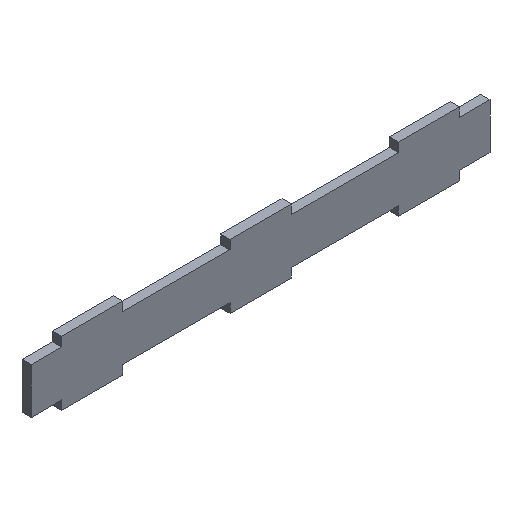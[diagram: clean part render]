
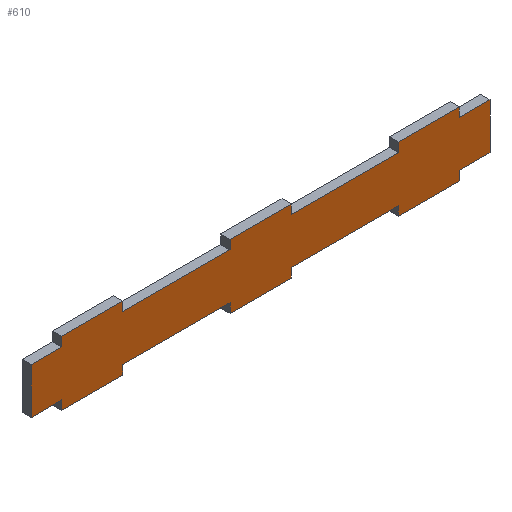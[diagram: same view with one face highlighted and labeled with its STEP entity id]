
A CAD part, isometric view. The second image highlights one B-rep face of the part: STEP entity #610.
In plain terms, the highlighted planar face has unit normal (0, -1, 0).
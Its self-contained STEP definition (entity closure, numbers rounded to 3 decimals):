
#44=FACE_OUTER_BOUND('',#74,.T.);
#74=EDGE_LOOP('',(#523,#524,#525,#526,#527,#528,#529,#530,#531,#532,#533,
#534,#535,#536,#537,#538,#539,#540,#541,#542,#543,#544,#545,#546,#547,#548,
#549,#550));
#77=LINE('',#809,#161);
#81=LINE('',#818,#165);
#84=LINE('',#822,#168);
#87=LINE('',#830,#171);
#91=LINE('',#839,#175);
#94=LINE('',#843,#178);
#97=LINE('',#851,#181);
#101=LINE('',#858,#185);
#104=LINE('',#866,#188);
#107=LINE('',#872,#191);
#109=LINE('',#875,#193);
#111=LINE('',#878,#195);
#114=LINE('',#882,#198);
#131=LINE('',#917,#215);
#134=LINE('',#923,#218);
#136=LINE('',#926,#220);
#138=LINE('',#931,#222);
#141=LINE('',#937,#225);
#143=LINE('',#940,#227);
#145=LINE('',#945,#229);
#147=LINE('',#949,#231);
#150=LINE('',#955,#234);
#152=LINE('',#959,#236);
#154=LINE('',#962,#238);
#155=LINE('',#964,#239);
#156=LINE('',#966,#240);
#157=LINE('',#968,#241);
#158=LINE('',#970,#242);
#161=VECTOR('',#661,10.);
#165=VECTOR('',#667,10.);
#168=VECTOR('',#672,10.);
#171=VECTOR('',#677,10.);
#175=VECTOR('',#683,10.);
#178=VECTOR('',#688,10.);
#181=VECTOR('',#693,10.);
#185=VECTOR('',#699,10.);
#188=VECTOR('',#704,10.);
#191=VECTOR('',#709,10.);
#193=VECTOR('',#713,10.);
#195=VECTOR('',#717,10.);
#198=VECTOR('',#722,10.);
#215=VECTOR('',#743,10.);
#218=VECTOR('',#748,10.);
#220=VECTOR('',#752,10.);
#222=VECTOR('',#756,10.);
#225=VECTOR('',#761,10.);
#227=VECTOR('',#765,10.);
#229=VECTOR('',#769,10.);
#231=VECTOR('',#773,10.);
#234=VECTOR('',#778,10.);
#236=VECTOR('',#782,10.);
#238=VECTOR('',#786,10.);
#239=VECTOR('',#789,10.);
#240=VECTOR('',#792,10.);
#241=VECTOR('',#795,10.);
#242=VECTOR('',#798,10.);
#245=VERTEX_POINT('',#806);
#246=VERTEX_POINT('',#808);
#249=VERTEX_POINT('',#815);
#250=VERTEX_POINT('',#817);
#253=VERTEX_POINT('',#827);
#254=VERTEX_POINT('',#829);
#257=VERTEX_POINT('',#836);
#258=VERTEX_POINT('',#838);
#261=VERTEX_POINT('',#848);
#262=VERTEX_POINT('',#850);
#264=VERTEX_POINT('',#856);
#267=VERTEX_POINT('',#863);
#268=VERTEX_POINT('',#865);
#270=VERTEX_POINT('',#871);
#285=VERTEX_POINT('',#914);
#286=VERTEX_POINT('',#916);
#287=VERTEX_POINT('',#920);
#288=VERTEX_POINT('',#922);
#289=VERTEX_POINT('',#928);
#290=VERTEX_POINT('',#930);
#291=VERTEX_POINT('',#934);
#292=VERTEX_POINT('',#936);
#293=VERTEX_POINT('',#942);
#294=VERTEX_POINT('',#944);
#295=VERTEX_POINT('',#948);
#296=VERTEX_POINT('',#952);
#297=VERTEX_POINT('',#954);
#298=VERTEX_POINT('',#958);
#301=EDGE_CURVE('',#246,#245,#77,.T.);
#305=EDGE_CURVE('',#250,#249,#81,.T.);
#308=EDGE_CURVE('',#245,#250,#84,.T.);
#311=EDGE_CURVE('',#254,#253,#87,.T.);
#315=EDGE_CURVE('',#258,#257,#91,.T.);
#318=EDGE_CURVE('',#253,#258,#94,.T.);
#321=EDGE_CURVE('',#262,#261,#97,.T.);
#325=EDGE_CURVE('',#261,#264,#101,.T.);
#328=EDGE_CURVE('',#268,#267,#104,.T.);
#331=EDGE_CURVE('',#270,#268,#107,.T.);
#333=EDGE_CURVE('',#267,#254,#109,.T.);
#335=EDGE_CURVE('',#257,#246,#111,.T.);
#338=EDGE_CURVE('',#249,#262,#114,.T.);
#355=EDGE_CURVE('',#286,#285,#131,.T.);
#358=EDGE_CURVE('',#288,#287,#134,.T.);
#360=EDGE_CURVE('',#285,#288,#136,.T.);
#362=EDGE_CURVE('',#290,#289,#138,.T.);
#365=EDGE_CURVE('',#292,#291,#141,.T.);
#367=EDGE_CURVE('',#289,#292,#143,.T.);
#369=EDGE_CURVE('',#294,#293,#145,.T.);
#371=EDGE_CURVE('',#295,#294,#147,.T.);
#374=EDGE_CURVE('',#297,#296,#150,.T.);
#376=EDGE_CURVE('',#298,#297,#152,.T.);
#378=EDGE_CURVE('',#264,#295,#154,.T.);
#379=EDGE_CURVE('',#296,#270,#155,.T.);
#380=EDGE_CURVE('',#291,#298,#156,.T.);
#381=EDGE_CURVE('',#293,#286,#157,.T.);
#382=EDGE_CURVE('',#287,#290,#158,.T.);
#523=ORIENTED_EDGE('',*,*,#305,.T.);
#524=ORIENTED_EDGE('',*,*,#338,.T.);
#525=ORIENTED_EDGE('',*,*,#321,.T.);
#526=ORIENTED_EDGE('',*,*,#325,.T.);
#527=ORIENTED_EDGE('',*,*,#378,.T.);
#528=ORIENTED_EDGE('',*,*,#371,.T.);
#529=ORIENTED_EDGE('',*,*,#369,.T.);
#530=ORIENTED_EDGE('',*,*,#381,.T.);
#531=ORIENTED_EDGE('',*,*,#355,.T.);
#532=ORIENTED_EDGE('',*,*,#360,.T.);
#533=ORIENTED_EDGE('',*,*,#358,.T.);
#534=ORIENTED_EDGE('',*,*,#382,.T.);
#535=ORIENTED_EDGE('',*,*,#362,.T.);
#536=ORIENTED_EDGE('',*,*,#367,.T.);
#537=ORIENTED_EDGE('',*,*,#365,.T.);
#538=ORIENTED_EDGE('',*,*,#380,.T.);
#539=ORIENTED_EDGE('',*,*,#376,.T.);
#540=ORIENTED_EDGE('',*,*,#374,.T.);
#541=ORIENTED_EDGE('',*,*,#379,.T.);
#542=ORIENTED_EDGE('',*,*,#331,.T.);
#543=ORIENTED_EDGE('',*,*,#328,.T.);
#544=ORIENTED_EDGE('',*,*,#333,.T.);
#545=ORIENTED_EDGE('',*,*,#311,.T.);
#546=ORIENTED_EDGE('',*,*,#318,.T.);
#547=ORIENTED_EDGE('',*,*,#315,.T.);
#548=ORIENTED_EDGE('',*,*,#335,.T.);
#549=ORIENTED_EDGE('',*,*,#301,.T.);
#550=ORIENTED_EDGE('',*,*,#308,.T.);
#580=PLANE('',#654);
#610=ADVANCED_FACE('',(#44),#580,.F.);
#654=AXIS2_PLACEMENT_3D('',#971,#799,#800);
#661=DIRECTION('',(0.,0.,-1.));
#667=DIRECTION('',(0.,0.,1.));
#672=DIRECTION('',(-1.,0.,0.));
#677=DIRECTION('',(0.,0.,-1.));
#683=DIRECTION('',(0.,0.,1.));
#688=DIRECTION('',(-1.,0.,0.));
#693=DIRECTION('',(0.,0.,-1.));
#699=DIRECTION('',(-1.,0.,0.));
#704=DIRECTION('',(0.,0.,1.));
#709=DIRECTION('',(-1.,0.,0.));
#713=DIRECTION('',(-1.,0.,0.));
#717=DIRECTION('',(-1.,0.,0.));
#722=DIRECTION('',(-1.,0.,0.));
#743=DIRECTION('',(0.,0.,1.));
#748=DIRECTION('',(0.,0.,-1.));
#752=DIRECTION('',(1.,0.,0.));
#756=DIRECTION('',(0.,0.,1.));
#761=DIRECTION('',(0.,0.,-1.));
#765=DIRECTION('',(1.,0.,0.));
#769=DIRECTION('',(0.,0.,-1.));
#773=DIRECTION('',(1.,0.,0.));
#778=DIRECTION('',(1.,0.,0.));
#782=DIRECTION('',(0.,0.,1.));
#786=DIRECTION('',(0.,0.,-1.));
#789=DIRECTION('',(0.,0.,1.));
#792=DIRECTION('',(1.,0.,0.));
#795=DIRECTION('',(1.,0.,0.));
#798=DIRECTION('',(1.,0.,0.));
#799=DIRECTION('center_axis',(0.,1.,0.));
#800=DIRECTION('ref_axis',(1.,0.,0.));
#806=CARTESIAN_POINT('',(65.,0.,7.5));
#808=CARTESIAN_POINT('',(65.,0.,10.5));
#809=CARTESIAN_POINT('',(65.,0.,5.25));
#815=CARTESIAN_POINT('',(30.,0.,10.5));
#817=CARTESIAN_POINT('',(30.,0.,7.5));
#818=CARTESIAN_POINT('',(30.,0.,3.75));
#822=CARTESIAN_POINT('',(70.,0.,7.5));
#827=CARTESIAN_POINT('',(120.,0.,7.5));
#829=CARTESIAN_POINT('',(120.,0.,10.5));
#830=CARTESIAN_POINT('',(120.,0.,5.25));
#836=CARTESIAN_POINT('',(85.,0.,10.5));
#838=CARTESIAN_POINT('',(85.,0.,7.5));
#839=CARTESIAN_POINT('',(85.,0.,3.75));
#843=CARTESIAN_POINT('',(97.5,0.,7.5));
#848=CARTESIAN_POINT('',(10.,0.,7.5));
#850=CARTESIAN_POINT('',(10.,0.,10.5));
#851=CARTESIAN_POINT('',(10.,0.,5.25));
#856=CARTESIAN_POINT('',(0.,0.,7.5));
#858=CARTESIAN_POINT('',(42.5,0.,7.5));
#863=CARTESIAN_POINT('',(140.,0.,10.5));
#865=CARTESIAN_POINT('',(140.,0.,7.5));
#866=CARTESIAN_POINT('',(140.,0.,3.75));
#871=CARTESIAN_POINT('',(150.,0.,7.5));
#872=CARTESIAN_POINT('',(112.5,0.,7.5));
#875=CARTESIAN_POINT('',(150.,0.,10.5));
#878=CARTESIAN_POINT('',(150.,0.,10.5));
#882=CARTESIAN_POINT('',(150.,0.,10.5));
#914=CARTESIAN_POINT('',(30.,0.,-7.5));
#916=CARTESIAN_POINT('',(30.,0.,-10.5));
#917=CARTESIAN_POINT('',(30.,0.,-5.25));
#920=CARTESIAN_POINT('',(65.,0.,-10.5));
#922=CARTESIAN_POINT('',(65.,0.,-7.5));
#923=CARTESIAN_POINT('',(65.,0.,-3.75));
#926=CARTESIAN_POINT('',(52.5,0.,-7.5));
#928=CARTESIAN_POINT('',(85.,0.,-7.5));
#930=CARTESIAN_POINT('',(85.,0.,-10.5));
#931=CARTESIAN_POINT('',(85.,0.,-5.25));
#934=CARTESIAN_POINT('',(120.,0.,-10.5));
#936=CARTESIAN_POINT('',(120.,0.,-7.5));
#937=CARTESIAN_POINT('',(120.,0.,-3.75));
#940=CARTESIAN_POINT('',(80.,0.,-7.5));
#942=CARTESIAN_POINT('',(10.,0.,-10.5));
#944=CARTESIAN_POINT('',(10.,0.,-7.5));
#945=CARTESIAN_POINT('',(10.,0.,-3.75));
#948=CARTESIAN_POINT('',(0.,0.,-7.5));
#949=CARTESIAN_POINT('',(37.5,0.,-7.5));
#952=CARTESIAN_POINT('',(150.,0.,-7.5));
#954=CARTESIAN_POINT('',(140.,0.,-7.5));
#955=CARTESIAN_POINT('',(107.5,0.,-7.5));
#958=CARTESIAN_POINT('',(140.,0.,-10.5));
#959=CARTESIAN_POINT('',(140.,0.,-5.25));
#962=CARTESIAN_POINT('',(0.,0.,10.5));
#964=CARTESIAN_POINT('',(150.,0.,-10.5));
#966=CARTESIAN_POINT('',(0.,0.,-10.5));
#968=CARTESIAN_POINT('',(0.,0.,-10.5));
#970=CARTESIAN_POINT('',(0.,0.,-10.5));
#971=CARTESIAN_POINT('Origin',(75.,0.,0.));
